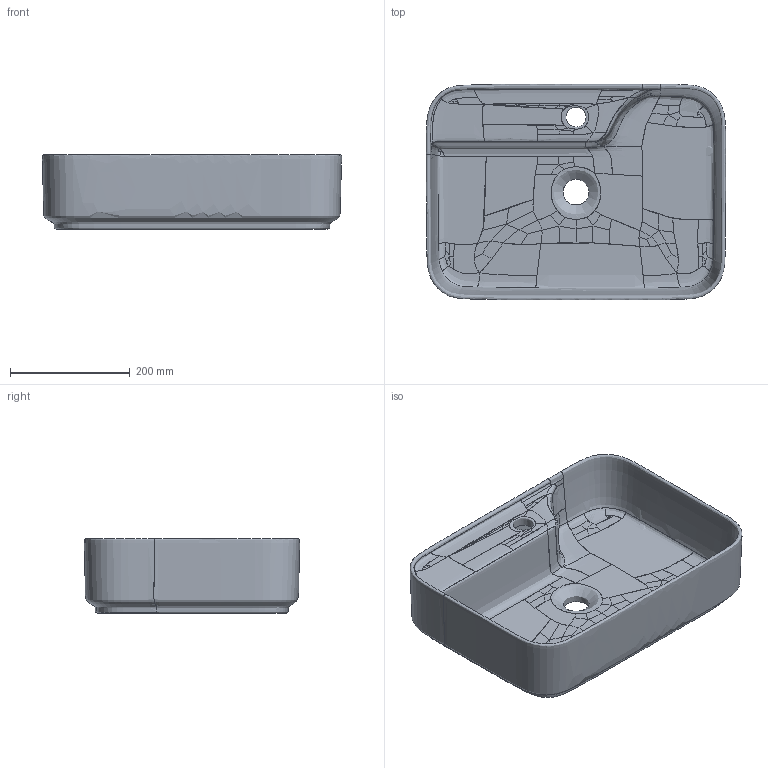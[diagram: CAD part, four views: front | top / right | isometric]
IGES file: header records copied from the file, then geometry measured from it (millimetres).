
Global section: file name: 12H05.ESV; native system: Rhinoceros ( Dec  8 2020 ); preprocessor: Trout Lake IGES 012 Dec  8 2020; date: 250703.154309; units: centimetre
Bounding box: 499.74 x 359.73 x 124.79 mm (x, y, z)
Surface area: 526782.5 mm2 (no closed solid volume)
Topology: 0 solids, 0 shells, 141 faces, 562 edges, 560 vertices
Faces by surface type: bspline 141
